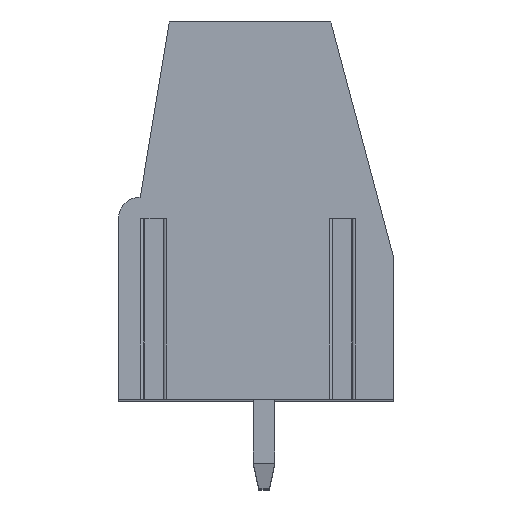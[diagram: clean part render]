
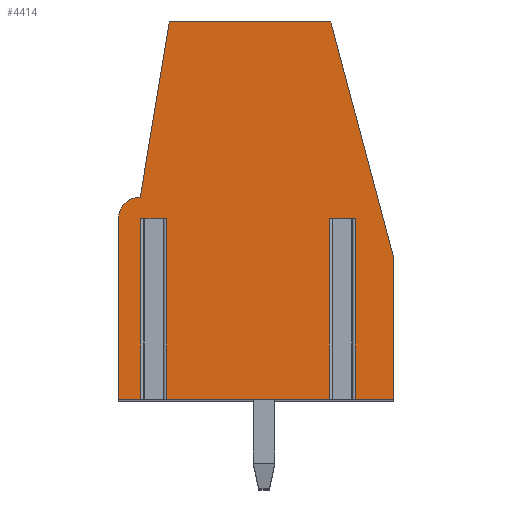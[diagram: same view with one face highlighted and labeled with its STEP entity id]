
A CAD part, top view. The second image highlights one B-rep face of the part: STEP entity #4414.
In plain terms, the highlighted planar face has unit normal (0, 0, 1).
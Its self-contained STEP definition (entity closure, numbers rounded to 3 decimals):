
#35=DIRECTION('',(1.,0.,0.));
#36=VECTOR('',#35,0.958);
#37=CARTESIAN_POINT('',(-3.979,1.095,41.25));
#38=LINE('',#37,#36);
#39=DIRECTION('',(0.,1.,0.));
#40=VECTOR('',#39,6.7);
#41=CARTESIAN_POINT('',(-3.979,-5.605,41.25));
#42=LINE('',#41,#40);
#43=DIRECTION('',(-1.,0.,0.));
#44=VECTOR('',#43,0.821);
#45=CARTESIAN_POINT('',(-3.979,-5.605,41.25));
#46=LINE('',#45,#44);
#47=DIRECTION('',(0.,1.,0.));
#48=VECTOR('',#47,6.7);
#49=CARTESIAN_POINT('',(-4.8,-5.605,41.25));
#50=LINE('',#49,#48);
#51=CARTESIAN_POINT('',(-4.,1.095,41.25));
#52=DIRECTION('',(0.,0.,-1.));
#53=DIRECTION('',(-1.,0.,0.));
#54=AXIS2_PLACEMENT_3D('',#51,#52,#53);
#56=DIRECTION('',(0.164,0.986,0.));
#57=VECTOR('',#56,6.589);
#58=CARTESIAN_POINT('',(-3.999,1.895,41.25));
#59=LINE('',#58,#57);
#60=DIRECTION('',(1.,0.,0.));
#61=VECTOR('',#60,6.);
#62=CARTESIAN_POINT('',(-2.92,8.395,41.25));
#63=LINE('',#62,#61);
#64=DIRECTION('',(0.258,-0.966,0.));
#65=VECTOR('',#64,9.004);
#66=CARTESIAN_POINT('',(3.08,8.395,41.25));
#67=LINE('',#66,#65);
#68=DIRECTION('',(0.,-1.,0.));
#69=VECTOR('',#68,5.3);
#70=CARTESIAN_POINT('',(5.4,-0.305,41.25));
#71=LINE('',#70,#69);
#72=DIRECTION('',(-1.,0.,0.));
#73=VECTOR('',#72,1.421);
#74=CARTESIAN_POINT('',(5.4,-5.605,41.25));
#75=LINE('',#74,#73);
#76=DIRECTION('',(0.,1.,0.));
#77=VECTOR('',#76,6.7);
#78=CARTESIAN_POINT('',(3.979,-5.605,41.25));
#79=LINE('',#78,#77);
#80=DIRECTION('',(1.,0.,0.));
#81=VECTOR('',#80,0.958);
#82=CARTESIAN_POINT('',(3.021,1.095,41.25));
#83=LINE('',#82,#81);
#84=DIRECTION('',(0.,1.,0.));
#85=VECTOR('',#84,6.7);
#86=CARTESIAN_POINT('',(3.021,-5.605,41.25));
#87=LINE('',#86,#85);
#88=DIRECTION('',(-1.,0.,0.));
#89=VECTOR('',#88,6.042);
#90=CARTESIAN_POINT('',(3.021,-5.605,41.25));
#91=LINE('',#90,#89);
#92=DIRECTION('',(0.,1.,0.));
#93=VECTOR('',#92,6.7);
#94=CARTESIAN_POINT('',(-3.021,-5.605,41.25));
#95=LINE('',#94,#93);
#3421=CARTESIAN_POINT('',(-3.999,1.895,41.25));
#3422=CARTESIAN_POINT('',(-2.92,8.395,41.25));
#3423=VERTEX_POINT('',#3421);
#3424=VERTEX_POINT('',#3422);
#3425=CARTESIAN_POINT('',(-4.8,1.095,41.25));
#3426=VERTEX_POINT('',#3425);
#3427=CARTESIAN_POINT('',(-4.8,-5.605,41.25));
#3428=VERTEX_POINT('',#3427);
#3429=CARTESIAN_POINT('',(5.4,-0.305,41.25));
#3430=CARTESIAN_POINT('',(5.4,-5.605,41.25));
#3431=VERTEX_POINT('',#3429);
#3432=VERTEX_POINT('',#3430);
#3433=CARTESIAN_POINT('',(3.08,8.395,41.25));
#3434=VERTEX_POINT('',#3433);
#3521=CARTESIAN_POINT('',(-3.979,1.095,41.25));
#3522=CARTESIAN_POINT('',(-3.021,1.095,41.25));
#3523=VERTEX_POINT('',#3521);
#3524=VERTEX_POINT('',#3522);
#3525=CARTESIAN_POINT('',(3.021,1.095,41.25));
#3526=CARTESIAN_POINT('',(3.979,1.095,41.25));
#3527=VERTEX_POINT('',#3525);
#3528=VERTEX_POINT('',#3526);
#3529=CARTESIAN_POINT('',(3.021,-5.605,41.25));
#3530=VERTEX_POINT('',#3529);
#3531=CARTESIAN_POINT('',(3.979,-5.605,41.25));
#3532=VERTEX_POINT('',#3531);
#3533=CARTESIAN_POINT('',(-3.979,-5.605,41.25));
#3534=VERTEX_POINT('',#3533);
#3535=CARTESIAN_POINT('',(-3.021,-5.605,41.25));
#3536=VERTEX_POINT('',#3535);
#4377=CARTESIAN_POINT('',(0.,0.,41.25));
#4378=DIRECTION('',(0.,0.,1.));
#4379=DIRECTION('',(1.,0.,0.));
#4380=AXIS2_PLACEMENT_3D('',#4377,#4378,#4379);
#4381=PLANE('',#4380);
#4383=ORIENTED_EDGE('',*,*,#4382,.F.);
#4385=ORIENTED_EDGE('',*,*,#4384,.F.);
#4387=ORIENTED_EDGE('',*,*,#4386,.T.);
#4389=ORIENTED_EDGE('',*,*,#4388,.T.);
#4391=ORIENTED_EDGE('',*,*,#4390,.T.);
#4393=ORIENTED_EDGE('',*,*,#4392,.T.);
#4395=ORIENTED_EDGE('',*,*,#4394,.T.);
#4397=ORIENTED_EDGE('',*,*,#4396,.T.);
#4399=ORIENTED_EDGE('',*,*,#4398,.T.);
#4401=ORIENTED_EDGE('',*,*,#4400,.T.);
#4403=ORIENTED_EDGE('',*,*,#4402,.T.);
#4405=ORIENTED_EDGE('',*,*,#4404,.F.);
#4407=ORIENTED_EDGE('',*,*,#4406,.F.);
#4409=ORIENTED_EDGE('',*,*,#4408,.T.);
#4411=ORIENTED_EDGE('',*,*,#4410,.T.);
#4412=EDGE_LOOP('',(#4383,#4385,#4387,#4389,#4391,#4393,#4395,#4397,#4399,#4401,
#4403,#4405,#4407,#4409,#4411));
#4413=FACE_OUTER_BOUND('',#4412,.F.);
#55=CIRCLE('',#54,0.8);
#4382=EDGE_CURVE('',#3523,#3524,#38,.T.);
#4384=EDGE_CURVE('',#3534,#3523,#42,.T.);
#4386=EDGE_CURVE('',#3534,#3428,#46,.T.);
#4388=EDGE_CURVE('',#3428,#3426,#50,.T.);
#4390=EDGE_CURVE('',#3426,#3423,#55,.T.);
#4392=EDGE_CURVE('',#3423,#3424,#59,.T.);
#4394=EDGE_CURVE('',#3424,#3434,#63,.T.);
#4396=EDGE_CURVE('',#3434,#3431,#67,.T.);
#4398=EDGE_CURVE('',#3431,#3432,#71,.T.);
#4400=EDGE_CURVE('',#3432,#3532,#75,.T.);
#4402=EDGE_CURVE('',#3532,#3528,#79,.T.);
#4404=EDGE_CURVE('',#3527,#3528,#83,.T.);
#4406=EDGE_CURVE('',#3530,#3527,#87,.T.);
#4408=EDGE_CURVE('',#3530,#3536,#91,.T.);
#4410=EDGE_CURVE('',#3536,#3524,#95,.T.);
#4414=ADVANCED_FACE('',(#4413),#4381,.T.);
